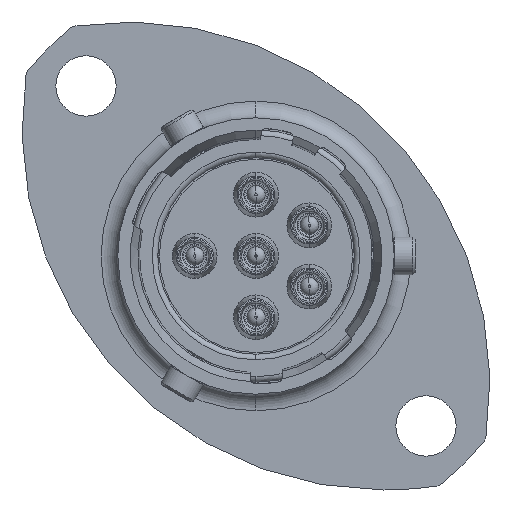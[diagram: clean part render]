
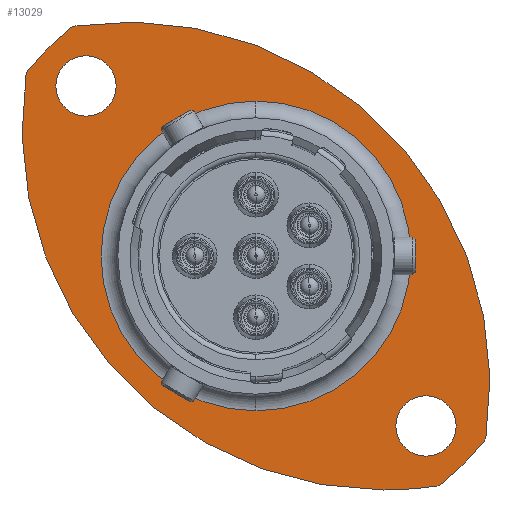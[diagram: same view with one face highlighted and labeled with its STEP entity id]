
A CAD part, left-side view. The second image highlights one B-rep face of the part: STEP entity #13029.
In plain terms, the highlighted planar face has unit normal (-1, 0, 0).
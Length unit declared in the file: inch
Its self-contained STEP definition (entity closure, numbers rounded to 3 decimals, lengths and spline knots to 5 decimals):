
#493 = CARTESIAN_POINT ( 'NONE',  ( 0.43089, -0.24749, -0.44649 ) ) ;
#514 = CARTESIAN_POINT ( 'NONE',  ( 0.43089, 0.23988, 0.27018 ) ) ;
#566 = CARTESIAN_POINT ( 'NONE',  ( 0.43089, -0.03155, -0.55465 ) ) ;
#611 = CARTESIAN_POINT ( 'NONE',  ( 0.43089, 0.60039, 0.23818 ) ) ;
#643 = CARTESIAN_POINT ( 'NONE',  ( 0.43089, -0.12063, -0.3549 ) ) ;
#656 = CARTESIAN_POINT ( 'NONE',  ( 0.43089, 0.60039, 0.36613 ) ) ;
#658 = CARTESIAN_POINT ( 'NONE',  ( 0.43089, -0.12063, -0.48285 ) ) ;
#661 = CARTESIAN_POINT ( 'NONE',  ( 0.43089, 0.72725, 0.32977 ) ) ;
#1094 = ORIENTED_EDGE ( 'NONE', *, *, #12202, .T. ) ;
#1095 = ORIENTED_EDGE ( 'NONE', *, *, #11878, .T. ) ;
#1096 = ORIENTED_EDGE ( 'NONE', *, *, #12010, .F. ) ;
#1097 = ORIENTED_EDGE ( 'NONE', *, *, #12198, .F. ) ;
#1098 = ORIENTED_EDGE ( 'NONE', *, *, #12006, .F. ) ;
#1099 = ORIENTED_EDGE ( 'NONE', *, *, #12196, .F. ) ;
#1100 = ORIENTED_EDGE ( 'NONE', *, *, #12189, .T. ) ;
#1101 = ORIENTED_EDGE ( 'NONE', *, *, #12002, .T. ) ;
#1102 = ORIENTED_EDGE ( 'NONE', *, *, #12169, .T. ) ;
#1103 = ORIENTED_EDGE ( 'NONE', *, *, #12175, .T. ) ;
#1104 = ORIENTED_EDGE ( 'NONE', *, *, #12168, .T. ) ;
#1712 = CARTESIAN_POINT ( 'NONE',  ( 0.43089, -0.03155, 0.21307 ) ) ;
#1713 = DIRECTION ( 'NONE',  ( -1., 0., 0. ) ) ;
#1714 = DIRECTION ( 'NONE',  ( 0., 0., -1. ) ) ;
#1726 = CARTESIAN_POINT ( 'NONE',  ( 0.43089, -0.12063, -0.41887 ) ) ;
#1727 = DIRECTION ( 'NONE',  ( -1., 0., 0. ) ) ;
#1728 = DIRECTION ( 'NONE',  ( 0., 0., -1. ) ) ;
#1738 = CARTESIAN_POINT ( 'NONE',  ( 0.43089, 0.60039, 0.30215 ) ) ;
#1739 = DIRECTION ( 'NONE',  ( -1., 0., 0. ) ) ;
#1740 = DIRECTION ( 'NONE',  ( 0., 0., -1. ) ) ;
#2842 = CARTESIAN_POINT ( 'NONE',  ( 0.43089, 0.23988, -0.3869 ) ) ;
#2882 = CARTESIAN_POINT ( 'NONE',  ( 0.43089, 0.62801, 0.42901 ) ) ;
#2935 = CARTESIAN_POINT ( 'NONE',  ( 0.43089, -0.14825, -0.54573 ) ) ;
#3091 = VERTEX_POINT ( 'NONE', #2842 ) ;
#4465 = EDGE_LOOP ( 'NONE', ( #1098, #1099 ) ) ;
#4469 = EDGE_LOOP ( 'NONE', ( #1094, #1095 ) ) ;
#4470 = EDGE_LOOP ( 'NONE', ( #1096, #1097 ) ) ;
#4473 = EDGE_LOOP ( 'NONE', ( #1100, #1101, #1102, #1103, #1104 ) ) ;
#5015 = VERTEX_POINT ( 'NONE', #2882 ) ;
#5040 = VERTEX_POINT ( 'NONE', #2935 ) ;
#5066 = VERTEX_POINT ( 'NONE', #493 ) ;
#5082 = VERTEX_POINT ( 'NONE', #514 ) ;
#5120 = VERTEX_POINT ( 'NONE', #566 ) ;
#5153 = VERTEX_POINT ( 'NONE', #611 ) ;
#5175 = VERTEX_POINT ( 'NONE', #643 ) ;
#5183 = VERTEX_POINT ( 'NONE', #656 ) ;
#5184 = VERTEX_POINT ( 'NONE', #658 ) ;
#5186 = VERTEX_POINT ( 'NONE', #661 ) ;
#6529 = CARTESIAN_POINT ( 'NONE',  ( 0.43089, 0.23988, -0.05836 ) ) ;
#6530 = DIRECTION ( 'NONE',  ( 1., 0., 0. ) ) ;
#6531 = DIRECTION ( 'NONE',  ( 0., 0., -1. ) ) ;
#8381 = CIRCLE ( 'NONE', #8386, 0.32854 ) ;
#8386 = AXIS2_PLACEMENT_3D ( 'NONE', #6529, #6530, #6531 ) ;
#11878 = EDGE_CURVE ( 'NONE', #5082, #3091, #8381, .T. ) ;
#12002 = EDGE_CURVE ( 'NONE', #5120, #5040, #13678, .T. ) ;
#12006 = EDGE_CURVE ( 'NONE', #5184, #5175, #13687, .T. ) ;
#12010 = EDGE_CURVE ( 'NONE', #5153, #5183, #13690, .T. ) ;
#12168 = EDGE_CURVE ( 'NONE', #5015, #5186, #14201, .T. ) ;
#12169 = EDGE_CURVE ( 'NONE', #5040, #5066, #14203, .T. ) ;
#12175 = EDGE_CURVE ( 'NONE', #5066, #5015, #14212, .T. ) ;
#12189 = EDGE_CURVE ( 'NONE', #5186, #5120, #14233, .T. ) ;
#12196 = EDGE_CURVE ( 'NONE', #5175, #5184, #14232, .T. ) ;
#12198 = EDGE_CURVE ( 'NONE', #5183, #5153, #14246, .T. ) ;
#12202 = EDGE_CURVE ( 'NONE', #3091, #5082, #14251, .T. ) ;
#13029 = ADVANCED_FACE ( 'NONE', ( #18368, #18370, #18372, #18374 ), #18367, .F. ) ;
#13678 = CIRCLE ( 'NONE', #13685, 0.76772 ) ;
#13685 = AXIS2_PLACEMENT_3D ( 'NONE', #1712, #1713, #1714 ) ;
#13687 = CIRCLE ( 'NONE', #13691, 0.06398 ) ;
#13690 = CIRCLE ( 'NONE', #13697, 0.06398 ) ;
#13691 = AXIS2_PLACEMENT_3D ( 'NONE', #1726, #1727, #1728 ) ;
#13697 = AXIS2_PLACEMENT_3D ( 'NONE', #1738, #1739, #1740 ) ;
#14201 = CIRCLE ( 'NONE', #14204, 0.62303 ) ;
#14203 = CIRCLE ( 'NONE', #14206, 0.62303 ) ;
#14204 = AXIS2_PLACEMENT_3D ( 'NONE', #15107, #15108, #15109 ) ;
#14206 = AXIS2_PLACEMENT_3D ( 'NONE', #15112, #15113, #15114 ) ;
#14212 = CIRCLE ( 'NONE', #14215, 0.76772 ) ;
#14215 = AXIS2_PLACEMENT_3D ( 'NONE', #15138, #15139, #15140 ) ;
#14232 = CIRCLE ( 'NONE', #14245, 0.06398 ) ;
#14233 = CIRCLE ( 'NONE', #14236, 0.76772 ) ;
#14236 = AXIS2_PLACEMENT_3D ( 'NONE', #15181, #15182, #15183 ) ;
#14245 = AXIS2_PLACEMENT_3D ( 'NONE', #15205, #15206, #15207 ) ;
#14246 = CIRCLE ( 'NONE', #14248, 0.06398 ) ;
#14248 = AXIS2_PLACEMENT_3D ( 'NONE', #15211, #15212, #15213 ) ;
#14251 = CIRCLE ( 'NONE', #14252, 0.32854 ) ;
#14252 = AXIS2_PLACEMENT_3D ( 'NONE', #15225, #15226, #15227 ) ;
#15107 = CARTESIAN_POINT ( 'NONE',  ( 0.43089, 0.23988, -0.05836 ) ) ;
#15108 = DIRECTION ( 'NONE',  ( -1., 0., 0. ) ) ;
#15109 = DIRECTION ( 'NONE',  ( 0., 0., 1. ) ) ;
#15112 = CARTESIAN_POINT ( 'NONE',  ( 0.43089, 0.23988, -0.05836 ) ) ;
#15113 = DIRECTION ( 'NONE',  ( -1., 0., 0. ) ) ;
#15114 = DIRECTION ( 'NONE',  ( 0., 0., 1. ) ) ;
#15138 = CARTESIAN_POINT ( 'NONE',  ( 0.43089, 0.51131, -0.32979 ) ) ;
#15139 = DIRECTION ( 'NONE',  ( -1., 0., 0. ) ) ;
#15140 = DIRECTION ( 'NONE',  ( 0., 0., -1. ) ) ;
#15181 = CARTESIAN_POINT ( 'NONE',  ( 0.43089, -0.03155, 0.21307 ) ) ;
#15182 = DIRECTION ( 'NONE',  ( -1., 0., 0. ) ) ;
#15183 = DIRECTION ( 'NONE',  ( 0., 0., -1. ) ) ;
#15205 = CARTESIAN_POINT ( 'NONE',  ( 0.43089, -0.12063, -0.41887 ) ) ;
#15206 = DIRECTION ( 'NONE',  ( -1., 0., 0. ) ) ;
#15207 = DIRECTION ( 'NONE',  ( 0., 0., -1. ) ) ;
#15211 = CARTESIAN_POINT ( 'NONE',  ( 0.43089, 0.60039, 0.30215 ) ) ;
#15212 = DIRECTION ( 'NONE',  ( -1., 0., 0. ) ) ;
#15213 = DIRECTION ( 'NONE',  ( 0., 0., -1. ) ) ;
#15225 = CARTESIAN_POINT ( 'NONE',  ( 0.43089, 0.23988, -0.05836 ) ) ;
#15226 = DIRECTION ( 'NONE',  ( 1., 0., 0. ) ) ;
#15227 = DIRECTION ( 'NONE',  ( 0., 0., -1. ) ) ;
#16826 = AXIS2_PLACEMENT_3D ( 'NONE', #18384, #18385, #18386 ) ;
#18367 = PLANE ( 'NONE',  #16826 ) ;
#18368 = FACE_BOUND ( 'NONE', #4469, .T. ) ;
#18370 = FACE_BOUND ( 'NONE', #4470, .T. ) ;
#18372 = FACE_BOUND ( 'NONE', #4465, .T. ) ;
#18374 = FACE_OUTER_BOUND ( 'NONE', #4473, .T. ) ;
#18384 = CARTESIAN_POINT ( 'NONE',  ( 0.43089, 0.53299, -0.05836 ) ) ;
#18385 = DIRECTION ( 'NONE',  ( 1., 0., 0. ) ) ;
#18386 = DIRECTION ( 'NONE',  ( 0., 0., -1. ) ) ;
